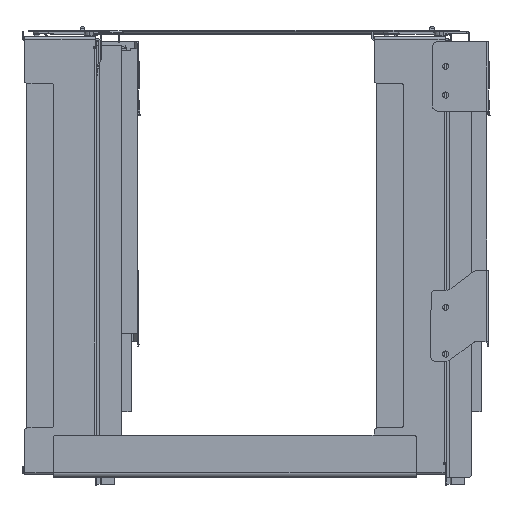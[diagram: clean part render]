
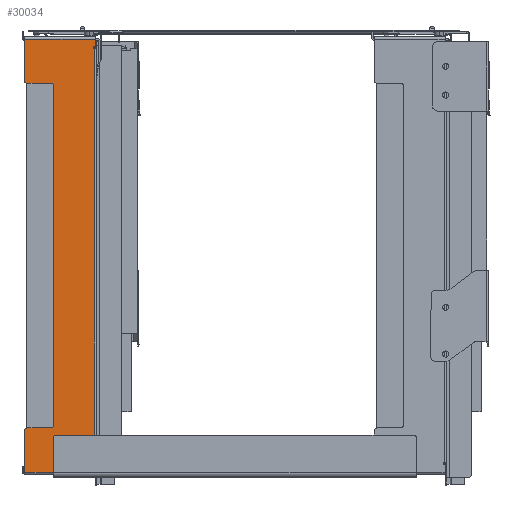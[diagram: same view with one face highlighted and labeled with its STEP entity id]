
A CAD part, left-side view. The second image highlights one B-rep face of the part: STEP entity #30034.
In plain terms, the highlighted planar face has unit normal (-1, 0, 0).
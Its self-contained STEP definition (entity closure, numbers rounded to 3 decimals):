
#1147=PLANE('',#32488);
#3418=FACE_OUTER_BOUND('',#5034,.T.);
#5034=EDGE_LOOP('',(#27025,#27026,#27027,#27028,#27029,#27030,#27031,#27032,
#27033,#27034,#27035,#27036,#27037,#27038,#27039,#27040,#27041,#27042));
#7887=LINE('',#52225,#11028);
#7891=LINE('',#52235,#11032);
#7960=LINE('',#52431,#11101);
#7969=LINE('',#52458,#11110);
#7972=LINE('',#52466,#11113);
#7986=LINE('',#52502,#11127);
#7987=LINE('',#52506,#11128);
#7988=LINE('',#52507,#11129);
#7989=LINE('',#52510,#11130);
#7990=LINE('',#52512,#11131);
#7991=LINE('',#52515,#11132);
#7992=LINE('',#52517,#11133);
#11028=VECTOR('',#39666,10.);
#11032=VECTOR('',#39676,10.);
#11101=VECTOR('',#39891,10.);
#11110=VECTOR('',#39924,10.);
#11113=VECTOR('',#39933,10.);
#11127=VECTOR('',#39973,10.);
#11128=VECTOR('',#39976,10.);
#11129=VECTOR('',#39977,10.);
#11130=VECTOR('',#39980,10.);
#11131=VECTOR('',#39981,10.);
#11132=VECTOR('',#39984,10.);
#11133=VECTOR('',#39985,10.);
#12453=CIRCLE('',#32470,2.5);
#12454=CIRCLE('',#32473,2.5);
#12460=CIRCLE('',#32486,2.5);
#12461=CIRCLE('',#32489,1.25);
#12462=CIRCLE('',#32490,2.5);
#12463=CIRCLE('',#32491,2.5);
#13139=VERTEX_POINT('',#42650);
#14581=VERTEX_POINT('',#50937);
#14938=VERTEX_POINT('',#52222);
#14939=VERTEX_POINT('',#52224);
#14942=VERTEX_POINT('',#52234);
#14996=VERTEX_POINT('',#52429);
#15000=VERTEX_POINT('',#52451);
#15001=VERTEX_POINT('',#52452);
#15002=VERTEX_POINT('',#52457);
#15003=VERTEX_POINT('',#52461);
#15004=VERTEX_POINT('',#52465);
#15013=VERTEX_POINT('',#52498);
#15014=VERTEX_POINT('',#52504);
#15015=VERTEX_POINT('',#52505);
#15016=VERTEX_POINT('',#52508);
#15017=VERTEX_POINT('',#52511);
#15018=VERTEX_POINT('',#52513);
#15019=VERTEX_POINT('',#52516);
#18968=EDGE_CURVE('',#14939,#14938,#7887,.T.);
#18973=EDGE_CURVE('',#14942,#14581,#7891,.T.);
#19073=EDGE_CURVE('',#14581,#14996,#7960,.T.);
#19082=EDGE_CURVE('',#15000,#15001,#12453,.T.);
#19085=EDGE_CURVE('',#15002,#15001,#7969,.T.);
#19087=EDGE_CURVE('',#15002,#15003,#12454,.T.);
#19089=EDGE_CURVE('',#15004,#15003,#7972,.T.);
#19107=EDGE_CURVE('',#15004,#15013,#12460,.T.);
#19109=EDGE_CURVE('',#14996,#15013,#7986,.T.);
#19110=EDGE_CURVE('',#15014,#15015,#7987,.T.);
#19111=EDGE_CURVE('',#15014,#13139,#7988,.T.);
#19112=EDGE_CURVE('',#13139,#15016,#12461,.T.);
#19113=EDGE_CURVE('',#15016,#14942,#7989,.T.);
#19114=EDGE_CURVE('',#15000,#15017,#7990,.T.);
#19115=EDGE_CURVE('',#15018,#15017,#12462,.T.);
#19116=EDGE_CURVE('',#15018,#14939,#7991,.T.);
#19117=EDGE_CURVE('',#14938,#15019,#7992,.T.);
#19118=EDGE_CURVE('',#15015,#15019,#12463,.T.);
#27025=ORIENTED_EDGE('',*,*,#19110,.F.);
#27026=ORIENTED_EDGE('',*,*,#19111,.T.);
#27027=ORIENTED_EDGE('',*,*,#19112,.T.);
#27028=ORIENTED_EDGE('',*,*,#19113,.T.);
#27029=ORIENTED_EDGE('',*,*,#18973,.T.);
#27030=ORIENTED_EDGE('',*,*,#19073,.T.);
#27031=ORIENTED_EDGE('',*,*,#19109,.T.);
#27032=ORIENTED_EDGE('',*,*,#19107,.F.);
#27033=ORIENTED_EDGE('',*,*,#19089,.T.);
#27034=ORIENTED_EDGE('',*,*,#19087,.F.);
#27035=ORIENTED_EDGE('',*,*,#19085,.T.);
#27036=ORIENTED_EDGE('',*,*,#19082,.F.);
#27037=ORIENTED_EDGE('',*,*,#19114,.T.);
#27038=ORIENTED_EDGE('',*,*,#19115,.F.);
#27039=ORIENTED_EDGE('',*,*,#19116,.T.);
#27040=ORIENTED_EDGE('',*,*,#18968,.T.);
#27041=ORIENTED_EDGE('',*,*,#19117,.T.);
#27042=ORIENTED_EDGE('',*,*,#19118,.F.);
#30034=ADVANCED_FACE('',(#3418),#1147,.F.);
#32470=AXIS2_PLACEMENT_3D('',#52453,#39918,#39919);
#32473=AXIS2_PLACEMENT_3D('',#52462,#39928,#39929);
#32486=AXIS2_PLACEMENT_3D('',#52499,#39968,#39969);
#32488=AXIS2_PLACEMENT_3D('',#52503,#39974,#39975);
#32489=AXIS2_PLACEMENT_3D('',#52509,#39978,#39979);
#32490=AXIS2_PLACEMENT_3D('',#52514,#39982,#39983);
#32491=AXIS2_PLACEMENT_3D('',#52518,#39986,#39987);
#39666=DIRECTION('',(0.,-1.,0.));
#39676=DIRECTION('',(0.,0.,1.));
#39891=DIRECTION('',(0.,1.,0.));
#39918=DIRECTION('center_axis',(-1.,0.,0.));
#39919=DIRECTION('ref_axis',(0.,-0.707,-0.707));
#39924=DIRECTION('',(0.,0.,-1.));
#39928=DIRECTION('center_axis',(-1.,0.,0.));
#39929=DIRECTION('ref_axis',(0.,-0.707,0.707));
#39933=DIRECTION('',(0.,-1.,0.));
#39968=DIRECTION('center_axis',(1.,0.,0.));
#39969=DIRECTION('ref_axis',(0.,0.707,-0.707));
#39973=DIRECTION('',(0.,0.,-1.));
#39974=DIRECTION('center_axis',(1.,0.,0.));
#39975=DIRECTION('ref_axis',(0.,-1.,0.));
#39976=DIRECTION('',(0.,1.,0.));
#39977=DIRECTION('',(0.,0.,1.));
#39978=DIRECTION('center_axis',(1.,0.,0.));
#39979=DIRECTION('ref_axis',(0.,0.,
-1.));
#39980=DIRECTION('',(0.,-1.,0.));
#39981=DIRECTION('',(0.,1.,0.));
#39982=DIRECTION('center_axis',(1.,0.,0.));
#39983=DIRECTION('ref_axis',(0.,0.707,0.707));
#39984=DIRECTION('',(0.,0.,-1.));
#39985=DIRECTION('',(0.,0.,1.));
#39986=DIRECTION('center_axis',(-1.,0.,0.));
#39987=DIRECTION('ref_axis',(0.,0.707,0.707));
#42650=CARTESIAN_POINT('',(-124.,440.743,-20.25));
#50937=CARTESIAN_POINT('',(-124.,439.743,-9.75));
#52222=CARTESIAN_POINT('',(-124.,486.243,-491.25));
#52224=CARTESIAN_POINT('',(-124.,518.243,-491.25));
#52225=CARTESIAN_POINT('',(-124.,518.243,-491.25));
#52234=CARTESIAN_POINT('',(-124.,439.743,-17.75));
#52235=CARTESIAN_POINT('',(-124.,439.743,-17.75));
#52429=CARTESIAN_POINT('',(-124.,518.243,-9.75));
#52431=CARTESIAN_POINT('',(-124.,439.743,-9.75));
#52451=CARTESIAN_POINT('',(-124.,488.743,-442.25));
#52452=CARTESIAN_POINT('',(-124.,486.243,-439.75));
#52453=CARTESIAN_POINT('Origin',(-124.,488.743,-439.75));
#52457=CARTESIAN_POINT('',(-124.,486.243,-61.25));
#52458=CARTESIAN_POINT('',(-124.,486.243,-346.375));
#52461=CARTESIAN_POINT('',(-124.,488.743,-58.75));
#52462=CARTESIAN_POINT('Origin',(-124.,488.743,-61.25));
#52465=CARTESIAN_POINT('',(-124.,515.743,-58.75));
#52466=CARTESIAN_POINT('',(-124.,482.143,-58.75));
#52498=CARTESIAN_POINT('',(-124.,518.243,-56.25));
#52499=CARTESIAN_POINT('Origin',(-124.,515.743,-56.25));
#52502=CARTESIAN_POINT('',(-124.,518.243,-9.75));
#52503=CARTESIAN_POINT('Origin',(-124.,478.043,-250.5));
#52504=CARTESIAN_POINT('',(-124.,440.743,-450.245));
#52505=CARTESIAN_POINT('',(-124.,483.743,-450.245));
#52506=CARTESIAN_POINT('',(-124.,67.743,-450.245));
#52507=CARTESIAN_POINT('',(-124.,440.743,-250.5));
#52508=CARTESIAN_POINT('',(-124.,440.743,-17.75));
#52509=CARTESIAN_POINT('Origin',(-124.,440.743,-19.));
#52510=CARTESIAN_POINT('',(-124.,440.743,-17.75));
#52511=CARTESIAN_POINT('',(-124.,515.743,-442.25));
#52512=CARTESIAN_POINT('',(-124.,498.143,-442.25));
#52513=CARTESIAN_POINT('',(-124.,518.243,-444.75));
#52514=CARTESIAN_POINT('Origin',(-124.,515.743,-444.75));
#52515=CARTESIAN_POINT('',(-124.,518.243,-9.75));
#52516=CARTESIAN_POINT('',(-124.,486.243,-452.745));
#52517=CARTESIAN_POINT('',(-124.,486.243,-489.023));
#52518=CARTESIAN_POINT('Origin',(-124.,483.743,-452.745));
